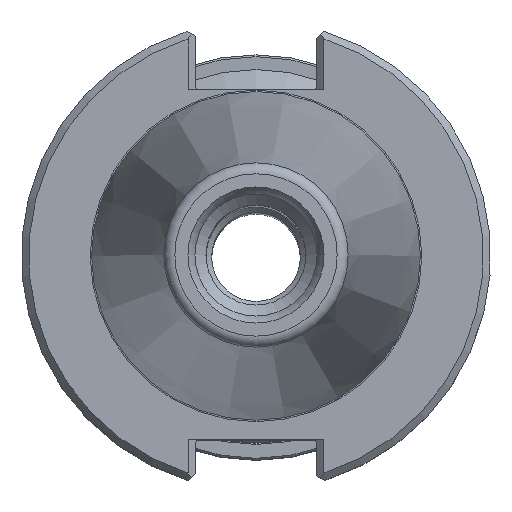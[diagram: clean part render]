
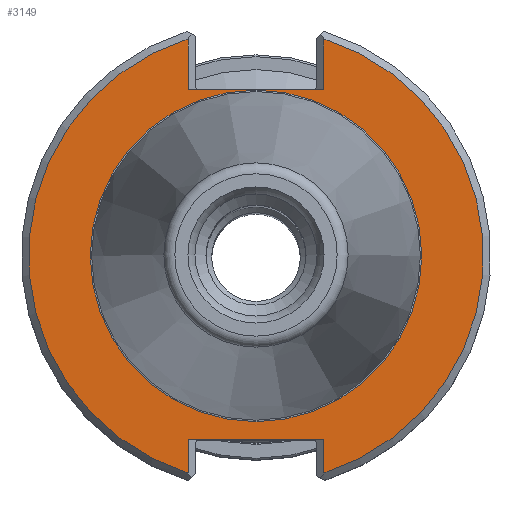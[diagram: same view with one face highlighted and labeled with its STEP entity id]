
A CAD part, top view. The second image highlights one B-rep face of the part: STEP entity #3149.
In plain terms, the highlighted planar face has unit normal (0, 0, 1).
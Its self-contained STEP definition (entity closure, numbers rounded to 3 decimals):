
#94=LINE('',#4584,#167);
#95=LINE('',#4586,#168);
#96=LINE('',#4588,#169);
#97=LINE('',#4592,#170);
#98=LINE('',#4594,#171);
#99=LINE('',#4596,#172);
#167=VECTOR('',#3696,1000.);
#168=VECTOR('',#3697,1000.);
#169=VECTOR('',#3698,1000.);
#170=VECTOR('',#3701,1000.);
#171=VECTOR('',#3702,1000.);
#172=VECTOR('',#3703,1000.);
#494=ORIENTED_EDGE('',*,*,#1010,.T.);
#495=ORIENTED_EDGE('',*,*,#1011,.T.);
#496=ORIENTED_EDGE('',*,*,#1012,.F.);
#497=ORIENTED_EDGE('',*,*,#1013,.T.);
#498=ORIENTED_EDGE('',*,*,#1014,.T.);
#499=ORIENTED_EDGE('',*,*,#1015,.T.);
#500=ORIENTED_EDGE('',*,*,#1016,.F.);
#501=ORIENTED_EDGE('',*,*,#1017,.T.);
#502=ORIENTED_EDGE('',*,*,#1009,.F.);
#1009=EDGE_CURVE('',#1259,#1259,#1413,.T.);
#1010=EDGE_CURVE('',#1260,#1261,#1414,.T.);
#1011=EDGE_CURVE('',#1261,#1262,#94,.T.);
#1012=EDGE_CURVE('',#1263,#1262,#95,.T.);
#1013=EDGE_CURVE('',#1263,#1264,#96,.T.);
#1014=EDGE_CURVE('',#1264,#1265,#1415,.T.);
#1015=EDGE_CURVE('',#1265,#1266,#97,.T.);
#1016=EDGE_CURVE('',#1267,#1266,#98,.T.);
#1017=EDGE_CURVE('',#1267,#1260,#99,.T.);
#1259=VERTEX_POINT('',#4579);
#1260=VERTEX_POINT('',#4582);
#1261=VERTEX_POINT('',#4583);
#1262=VERTEX_POINT('',#4585);
#1263=VERTEX_POINT('',#4587);
#1264=VERTEX_POINT('',#4589);
#1265=VERTEX_POINT('',#4591);
#1266=VERTEX_POINT('',#4593);
#1267=VERTEX_POINT('',#4595);
#1413=CIRCLE('',#3333,22.413);
#1414=CIRCLE('',#3335,30.75);
#1415=CIRCLE('',#3336,30.75);
#1543=EDGE_LOOP('',(#494,#495,#496,#497,#498,#499,#500,#501));
#1544=EDGE_LOOP('',(#502));
#1788=FACE_BOUND('',#1543,.T.);
#1789=FACE_BOUND('',#1544,.T.);
#2013=PLANE('',#3334);
#3149=ADVANCED_FACE('',(#1788,#1789),#2013,.T.);
#3333=AXIS2_PLACEMENT_3D('',#4578,#3690,#3691);
#3334=AXIS2_PLACEMENT_3D('',#4580,#3692,#3693);
#3335=AXIS2_PLACEMENT_3D('',#4581,#3694,#3695);
#3336=AXIS2_PLACEMENT_3D('',#4590,#3699,#3700);
#3690=DIRECTION('',(0.,0.,1.));
#3691=DIRECTION('',(1.,0.,0.));
#3692=DIRECTION('',(0.,0.,1.));
#3693=DIRECTION('',(1.,0.,0.));
#3694=DIRECTION('',(0.,0.,1.));
#3695=DIRECTION('',(1.,0.,0.));
#3696=DIRECTION('',(0.,1.,0.));
#3697=DIRECTION('',(-1.,0.,0.));
#3698=DIRECTION('',(0.,-1.,0.));
#3699=DIRECTION('',(0.,0.,1.));
#3700=DIRECTION('',(1.,0.,0.));
#3701=DIRECTION('',(0.,-1.,0.));
#3702=DIRECTION('',(1.,0.,0.));
#3703=DIRECTION('',(0.,1.,0.));
#4578=CARTESIAN_POINT('',(0.,0.,-3.17));
#4579=CARTESIAN_POINT('',(22.413,0.,-3.17));
#4580=CARTESIAN_POINT('',(22.413,0.,-3.17));
#4581=CARTESIAN_POINT('',(0.,0.,-3.17));
#4582=CARTESIAN_POINT('',(-9.19,29.345,-3.17));
#4583=CARTESIAN_POINT('',(-9.19,-29.345,-3.17));
#4584=CARTESIAN_POINT('',(-9.19,-24.87,-3.17));
#4585=CARTESIAN_POINT('',(-9.19,-24.87,-3.17));
#4586=CARTESIAN_POINT('',(8.19,-24.87,-3.17));
#4587=CARTESIAN_POINT('',(9.19,-24.87,-3.17));
#4588=CARTESIAN_POINT('',(9.19,-30.831,-3.17));
#4589=CARTESIAN_POINT('',(9.19,-29.345,-3.17));
#4590=CARTESIAN_POINT('',(0.,0.,-3.17));
#4591=CARTESIAN_POINT('',(9.19,29.345,-3.17));
#4592=CARTESIAN_POINT('',(9.19,22.46,-3.17));
#4593=CARTESIAN_POINT('',(9.19,22.46,-3.17));
#4594=CARTESIAN_POINT('',(-8.19,22.46,-3.17));
#4595=CARTESIAN_POINT('',(-9.19,22.46,-3.17));
#4596=CARTESIAN_POINT('',(-9.19,30.831,-3.17));
